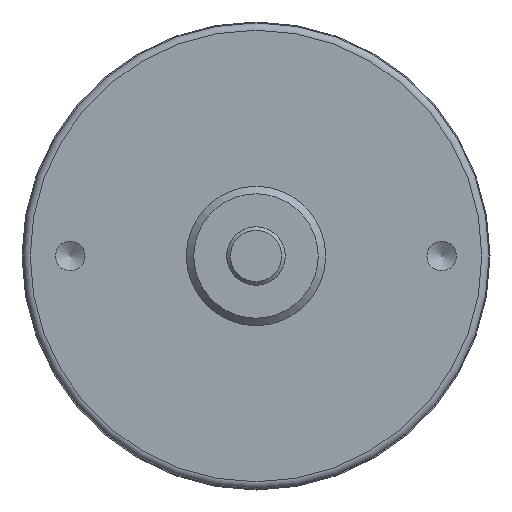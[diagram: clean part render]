
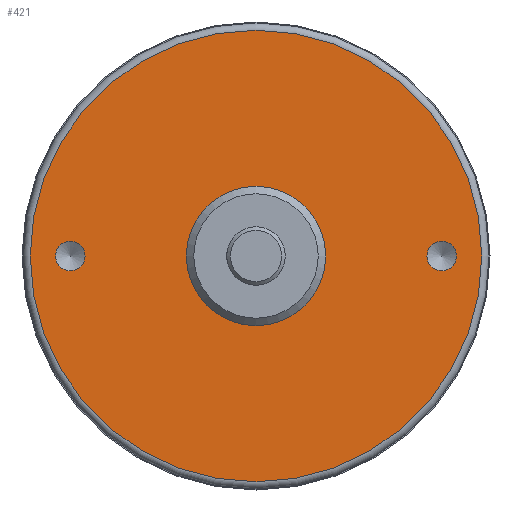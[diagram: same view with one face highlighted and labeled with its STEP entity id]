
A CAD part, left-side view. The second image highlights one B-rep face of the part: STEP entity #421.
In plain terms, the highlighted planar face has unit normal (-1, 0, 0).
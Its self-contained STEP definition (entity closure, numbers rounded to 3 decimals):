
#22=PLANE('',#485);
#84=FACE_BOUND('',#171,.T.);
#85=FACE_BOUND('',#172,.T.);
#86=FACE_BOUND('',#173,.T.);
#114=FACE_OUTER_BOUND('',#170,.T.);
#170=EDGE_LOOP('',(#342));
#171=EDGE_LOOP('',(#343));
#172=EDGE_LOOP('',(#344));
#173=EDGE_LOOP('',(#345));
#194=CIRCLE('',#452,2.019);
#196=CIRCLE('',#456,2.019);
#200=CIRCLE('',#462,30.877);
#201=CIRCLE('',#464,9.525);
#223=VERTEX_POINT('',#662);
#225=VERTEX_POINT('',#668);
#229=VERTEX_POINT('',#678);
#230=VERTEX_POINT('',#681);
#258=EDGE_CURVE('',#223,#223,#194,.T.);
#260=EDGE_CURVE('',#225,#225,#196,.T.);
#264=EDGE_CURVE('',#229,#229,#200,.T.);
#265=EDGE_CURVE('',#230,#230,#201,.T.);
#342=ORIENTED_EDGE('',*,*,#264,.T.);
#343=ORIENTED_EDGE('',*,*,#265,.T.);
#344=ORIENTED_EDGE('',*,*,#258,.F.);
#345=ORIENTED_EDGE('',*,*,#260,.F.);
#421=ADVANCED_FACE('',(#114,#84,#85,#86),#22,.T.);
#452=AXIS2_PLACEMENT_3D('',#663,#538,#539);
#456=AXIS2_PLACEMENT_3D('',#669,#546,#547);
#462=AXIS2_PLACEMENT_3D('',#679,#558,#559);
#464=AXIS2_PLACEMENT_3D('',#682,#562,#563);
#485=AXIS2_PLACEMENT_3D('',#759,#610,#611);
#538=DIRECTION('center_axis',(-1.,0.,0.));
#539=DIRECTION('ref_axis',(0.,0.,1.));
#546=DIRECTION('center_axis',(-1.,0.,0.));
#547=DIRECTION('ref_axis',(0.,0.,1.));
#558=DIRECTION('center_axis',(-1.,0.,0.));
#559=DIRECTION('ref_axis',(0.,0.,1.));
#562=DIRECTION('center_axis',(1.,0.,0.));
#563=DIRECTION('ref_axis',(0.,0.,-1.));
#610=DIRECTION('center_axis',(-1.,0.,0.));
#611=DIRECTION('ref_axis',(0.,0.,1.));
#662=CARTESIAN_POINT('',(0.,25.4,2.019));
#663=CARTESIAN_POINT('Origin',(0.,25.4,0.));
#668=CARTESIAN_POINT('',(0.,-25.4,2.019));
#669=CARTESIAN_POINT('Origin',(0.,-25.4,0.));
#678=CARTESIAN_POINT('',(0.,0.,30.877));
#679=CARTESIAN_POINT('Origin',(0.,0.,0.));
#681=CARTESIAN_POINT('',(0.,0.,-9.525));
#682=CARTESIAN_POINT('Origin',(0.,0.,0.));
#759=CARTESIAN_POINT('Origin',(0.,9.525,0.));
